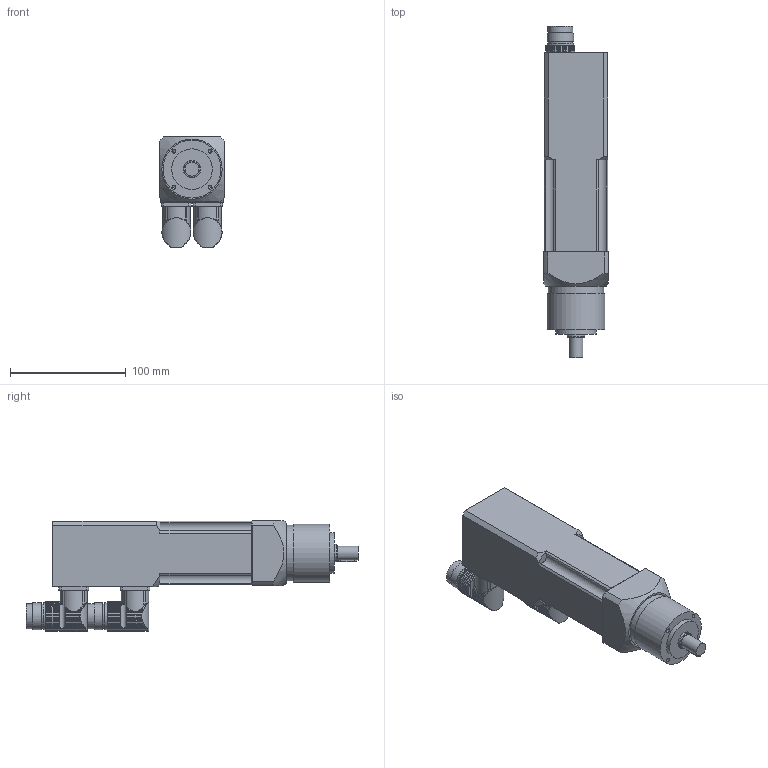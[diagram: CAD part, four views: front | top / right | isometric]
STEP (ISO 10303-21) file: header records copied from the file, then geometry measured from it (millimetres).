
FILE_DESCRIPTION(/* description */ (''),/* implementation_level */ '2;1');
FILE_NAME(/* name */ 'KSG1108Q_MF_R4_PLG50',/* time_stamp */ '2009-02-06T14:47:12+01:00',/* author */ (''),/* organization */ (''),/* preprocessor_version */ 'ST-DEVELOPER v8',/* originating_system */ 'UNIGRAPHICS SOLUTIONS - UNIGRAPHICS 18.0',/* authorisation */ '');
FILE_SCHEMA (('AUTOMOTIVE_DESIGN { 1 2 10303 214 0 1 1 1 }'));
Length unit declared in the file: millimetre
Products named in the file (3): Getrieberumpf_PLG50_Q_0; Winkelflanschdose_0; KSG1104Q_MF_R4_PLG50_0
Assembly tree (3 placements, depth 2):
  KSG1104Q_MF_R4_PLG50_0
    Winkelflanschdose_0  x2
    Getrieberumpf_PLG50_Q_0
Bounding box: 56 x 286.65 x 95.49 mm (x, y, z)
Volume: 682727.2 mm3; surface area: 83702.1 mm2
Topology: 4 solids, 4 shells, 467 faces, 1265 edges, 839 vertices
Faces by surface type: cylinder 341, plane 98, cone 25, torus 3
Full cylindrical faces by diameter (mm): 3.3 x4, 3.432 x4, 4.5 x4, 8 x4, 12 x1, 15 x1, 16 x2, 20 x2, 21 x2, 21.5 x2, 23 x5, 25 x1, 26 x1, 28 x2, 28.8 x1, 30 x1, 35 x1, 48 x1, 50 x3, 53 x1
Entity records: 9488 total; most frequent: CARTESIAN_POINT 2328, DIRECTION 1440, ORIENTED_EDGE 1426, EDGE_CURVE 713, AXIS2_PLACEMENT_3D 604, VERTEX_POINT 510, EDGE_LOOP 389, ADVANCED_FACE 303
